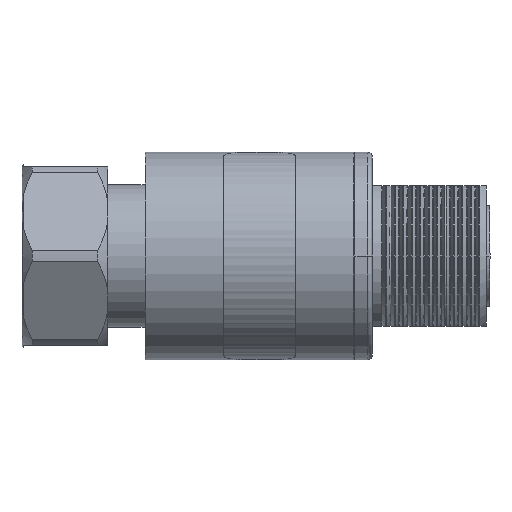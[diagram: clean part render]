
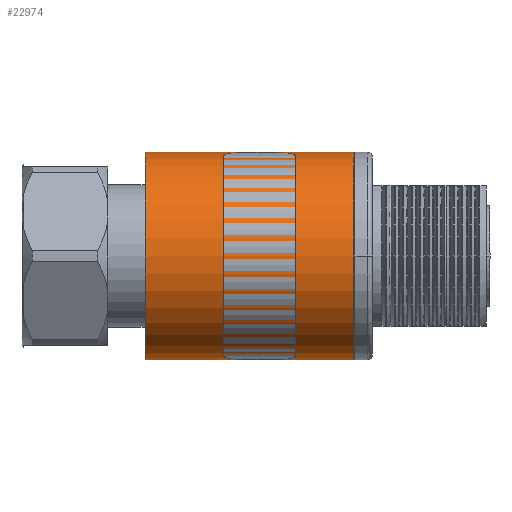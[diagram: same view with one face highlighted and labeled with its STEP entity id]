
A CAD part, front view. The second image highlights one B-rep face of the part: STEP entity #22974.
In plain terms, the highlighted cylindrical face has radius 18.415 mm (diameter 36.83 mm), a partial arc.
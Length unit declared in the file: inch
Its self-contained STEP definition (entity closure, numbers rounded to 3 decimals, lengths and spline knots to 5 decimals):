
#302 = AXIS2_PLACEMENT_3D ( 'NONE', #16637, #8351, #18450 ) ;
#324 = DIRECTION ( 'NONE',  ( 0., 0., -1. ) ) ;
#806 = AXIS2_PLACEMENT_3D ( 'NONE', #24588, #1002, #16577 ) ;
#1002 = DIRECTION ( 'NONE',  ( 1., 0., 0. ) ) ;
#1038 = LINE ( 'NONE', #18869, #15059 ) ;
#1689 = LINE ( 'NONE', #15613, #8521 ) ;
#2049 = EDGE_CURVE ( 'NONE', #8333, #8731, #4531, .T. ) ;
#3133 = EDGE_CURVE ( 'NONE', #23550, #8333, #1689, .T. ) ;
#3981 = FACE_OUTER_BOUND ( 'NONE', #12564, .T. ) ;
#4531 = CIRCLE ( 'NONE', #19590, 0.725 ) ;
#5626 = ORIENTED_EDGE ( 'NONE', *, *, #2049, .F. ) ;
#6477 = ORIENTED_EDGE ( 'NONE', *, *, #3133, .F. ) ;
#6486 = CYLINDRICAL_SURFACE ( 'NONE', #302, 0.725 ) ;
#7326 = EDGE_CURVE ( 'NONE', #21232, #8731, #1038, .T. ) ;
#8014 = CARTESIAN_POINT ( 'NONE',  ( 1.46, 0., -0.725 ) ) ;
#8333 = VERTEX_POINT ( 'NONE', #12241 ) ;
#8351 = DIRECTION ( 'NONE',  ( 1., 0., 0. ) ) ;
#8394 = CARTESIAN_POINT ( 'NONE',  ( 1.46, 0., 0. ) ) ;
#8521 = VECTOR ( 'NONE', #11873, 39.37008 ) ;
#8731 = VERTEX_POINT ( 'NONE', #8014 ) ;
#11873 = DIRECTION ( 'NONE',  ( 1., 0., 0. ) ) ;
#12241 = CARTESIAN_POINT ( 'NONE',  ( 1.46, 0., 0.725 ) ) ;
#12564 = EDGE_LOOP ( 'NONE', ( #6477, #24444, #23183, #5626 ) ) ;
#15059 = VECTOR ( 'NONE', #21136, 39.37008 ) ;
#15613 = CARTESIAN_POINT ( 'NONE',  ( 0., 0., 0.725 ) ) ;
#16504 = DIRECTION ( 'NONE',  ( 1., 0., 0. ) ) ;
#16577 = DIRECTION ( 'NONE',  ( 0., 0., -1. ) ) ;
#16637 = CARTESIAN_POINT ( 'NONE',  ( 0., 0., 0. ) ) ;
#17790 = CARTESIAN_POINT ( 'NONE',  ( 0., 0., -0.725 ) ) ;
#18450 = DIRECTION ( 'NONE',  ( 0., 0., -1. ) ) ;
#18869 = CARTESIAN_POINT ( 'NONE',  ( 0., 0., -0.725 ) ) ;
#19590 = AXIS2_PLACEMENT_3D ( 'NONE', #8394, #16504, #324 ) ;
#21136 = DIRECTION ( 'NONE',  ( 1., 0., 0. ) ) ;
#21232 = VERTEX_POINT ( 'NONE', #17790 ) ;
#22472 = EDGE_CURVE ( 'NONE', #23550, #21232, #25799, .T. ) ;
#22974 = ADVANCED_FACE ( 'NONE', ( #3981 ), #6486, .T. ) ;
#23183 = ORIENTED_EDGE ( 'NONE', *, *, #7326, .T. ) ;
#23550 = VERTEX_POINT ( 'NONE', #23675 ) ;
#23675 = CARTESIAN_POINT ( 'NONE',  ( 0., 0., 0.725 ) ) ;
#24444 = ORIENTED_EDGE ( 'NONE', *, *, #22472, .T. ) ;
#24588 = CARTESIAN_POINT ( 'NONE',  ( 0., 0., 0. ) ) ;
#25799 = CIRCLE ( 'NONE', #806, 0.725 ) ;
